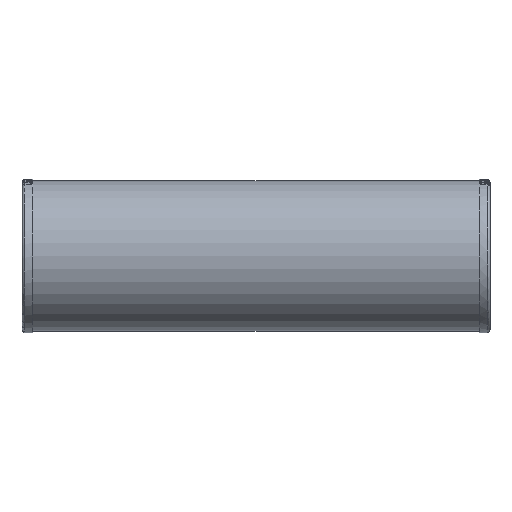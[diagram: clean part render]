
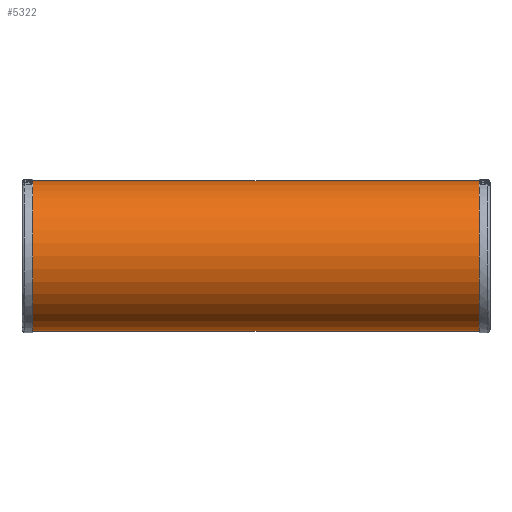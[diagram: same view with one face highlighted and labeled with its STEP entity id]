
A CAD part, front view. The second image highlights one B-rep face of the part: STEP entity #5322.
In plain terms, the highlighted cylindrical face has radius 39.726 mm (diameter 79.451 mm), a full revolution.
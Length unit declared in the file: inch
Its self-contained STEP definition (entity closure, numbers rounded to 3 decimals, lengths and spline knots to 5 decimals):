
#41=CYLINDRICAL_SURFACE('',#5591,1.564);
#959=FACE_BOUND('',#1539,.T.);
#1242=FACE_OUTER_BOUND('',#1538,.T.);
#1538=EDGE_LOOP('',(#5027));
#1539=EDGE_LOOP('',(#5028));
#1687=CIRCLE('',#5590,1.564);
#1688=CIRCLE('',#5592,1.564);
#2583=VERTEX_POINT('',#12417);
#2584=VERTEX_POINT('',#12420);
#3401=EDGE_CURVE('',#2583,#2583,#1687,.T.);
#3402=EDGE_CURVE('',#2584,#2584,#1688,.T.);
#5027=ORIENTED_EDGE('',*,*,#3402,.F.);
#5028=ORIENTED_EDGE('',*,*,#3401,.T.);
#5322=ADVANCED_FACE('',(#1242,#959),#41,.T.);
#5590=AXIS2_PLACEMENT_3D('',#12418,#6435,#6436);
#5591=AXIS2_PLACEMENT_3D('',#12419,#6437,#6438);
#5592=AXIS2_PLACEMENT_3D('',#12421,#6439,#6440);
#6435=DIRECTION('center_axis',(1.,0.,0.));
#6436=DIRECTION('ref_axis',(0.,1.,0.));
#6437=DIRECTION('center_axis',(1.,0.,0.));
#6438=DIRECTION('ref_axis',(0.,1.,0.));
#6439=DIRECTION('center_axis',(1.,0.,0.));
#6440=DIRECTION('ref_axis',(0.,1.,0.));
#12417=CARTESIAN_POINT('',(0.21875,1.564,0.));
#12418=CARTESIAN_POINT('Origin',(0.21875,0.,0.));
#12419=CARTESIAN_POINT('Origin',(4.86,0.,0.));
#12420=CARTESIAN_POINT('',(9.50125,1.564,0.));
#12421=CARTESIAN_POINT('Origin',(9.50125,0.,0.));
